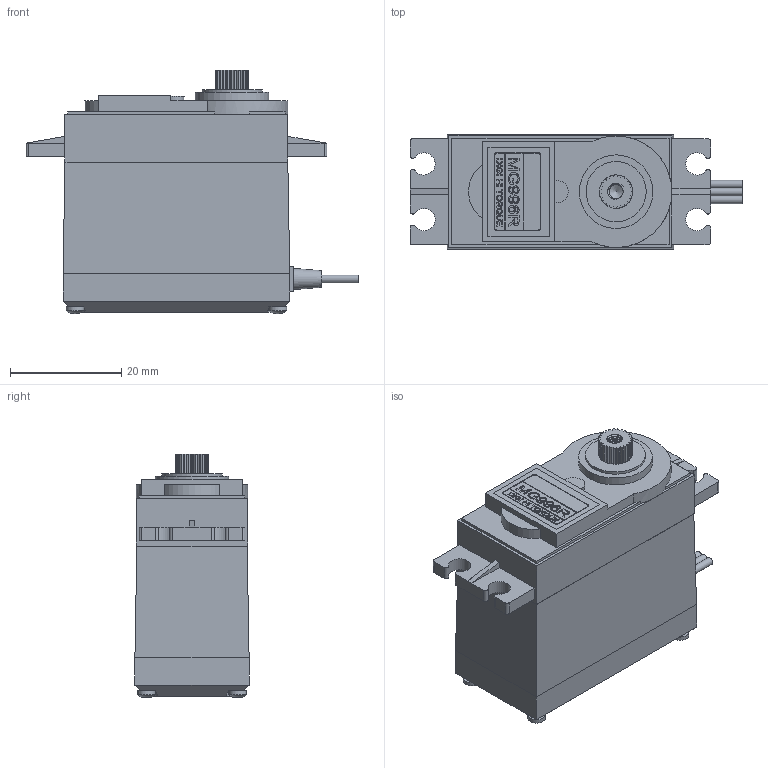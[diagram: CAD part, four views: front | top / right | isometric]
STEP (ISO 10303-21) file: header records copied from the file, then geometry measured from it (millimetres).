
FILE_DESCRIPTION(('FreeCAD Model'),'2;1');
FILE_NAME('Open CASCADE Shape Model','2024-09-07T16:46:16',(''),(''), 'Open CASCADE STEP processor 7.6','FreeCAD','Unknown');
FILE_SCHEMA(('AUTOMOTIVE_DESIGN { 1 0 10303 214 1 1 1 1 }'));
Products named in the file (1): Compound
Bounding box: 59.6 x 20.5 x 43.76 mm (x, y, z)
Volume: 31472.7 mm3; surface area: 8630.5 mm2
Topology: 11 solids, 11 shells, 789 faces, 2080 edges, 1354 vertices
Faces by surface type: extrusion 345, plane 289, cylinder 67, bspline 59, cone 21, sphere 4, revolution 4
Full cylindrical faces by diameter (mm): 1.4 x3, 1.6 x8, 2.52 x16, 3.2 x4, 6 x2, 10.8 x1, 13.2 x1
Entity records: 67254 total; most frequent: CARTESIAN_POINT 23857, DIRECTION 5821, ORIENTED_EDGE 4150, PCURVE 4150, DEFINITIONAL_REPRESENTATION 4150, VECTOR 4098, LINE 3753, B_SPLINE_CURVE_WITH_KNOTS 2106
